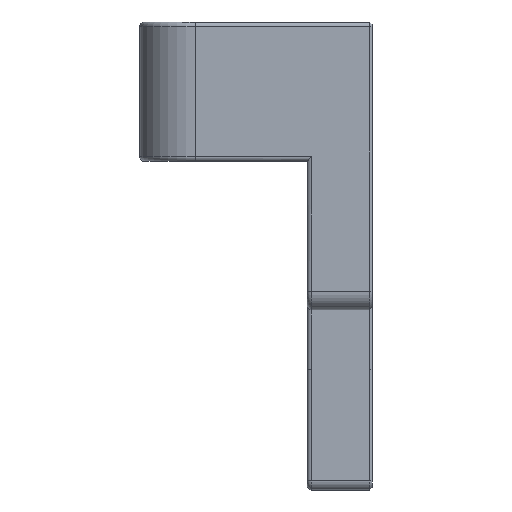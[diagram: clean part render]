
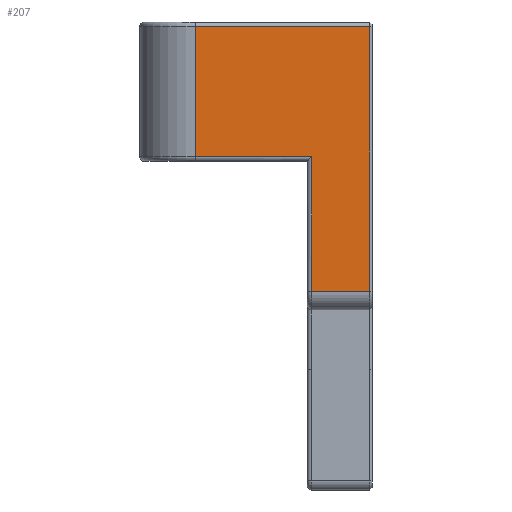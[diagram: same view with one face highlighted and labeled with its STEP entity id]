
A CAD part, left-side view. The second image highlights one B-rep face of the part: STEP entity #207.
In plain terms, the highlighted planar face has unit normal (-1, 0, 0).
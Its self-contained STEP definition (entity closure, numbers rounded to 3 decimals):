
#115 = CARTESIAN_POINT ( 'NONE',  ( -12.89, 12., 14.5 ) ) ;
#159 = VECTOR ( 'NONE', #976, 1000. ) ;
#179 = LINE ( 'NONE', #2675, #3140 ) ;
#201 = EDGE_CURVE ( 'NONE', #1459, #3266, #573, .T. ) ;
#207 = ADVANCED_FACE ( 'NONE', ( #2062 ), #2802, .T. ) ;
#253 = CARTESIAN_POINT ( 'NONE',  ( -12.89, -0.5, 0.5 ) ) ;
#281 = CARTESIAN_POINT ( 'NONE',  ( -12.89, 0., 0. ) ) ;
#343 = DIRECTION ( 'NONE',  ( 0., 0., -1. ) ) ;
#414 = VERTEX_POINT ( 'NONE', #2915 ) ;
#502 = ORIENTED_EDGE ( 'NONE', *, *, #1120, .T. ) ;
#511 = DIRECTION ( 'NONE',  ( 0., -1., 0. ) ) ;
#517 = AXIS2_PLACEMENT_3D ( 'NONE', #281, #3131, #4602 ) ;
#573 = LINE ( 'NONE', #1994, #1784 ) ;
#656 = VERTEX_POINT ( 'NONE', #2100 ) ;
#770 = VECTOR ( 'NONE', #511, 1000. ) ;
#849 = ORIENTED_EDGE ( 'NONE', *, *, #1850, .T. ) ;
#976 = DIRECTION ( 'NONE',  ( 0., -1., 0. ) ) ;
#1038 = EDGE_CURVE ( 'NONE', #3745, #656, #179, .T. ) ;
#1120 = EDGE_CURVE ( 'NONE', #414, #3745, #4566, .T. ) ;
#1292 = DIRECTION ( 'NONE',  ( 0., 1., 0. ) ) ;
#1410 = EDGE_CURVE ( 'NONE', #656, #1459, #3061, .T. ) ;
#1418 = LINE ( 'NONE', #3238, #3014 ) ;
#1459 = VERTEX_POINT ( 'NONE', #115 ) ;
#1670 = CARTESIAN_POINT ( 'NONE',  ( -12.89, -6.75, -14. ) ) ;
#1784 = VECTOR ( 'NONE', #4145, 1000. ) ;
#1850 = EDGE_CURVE ( 'NONE', #3266, #3268, #1887, .T. ) ;
#1887 = LINE ( 'NONE', #3287, #770 ) ;
#1892 = EDGE_LOOP ( 'NONE', ( #502, #4294, #2089, #4288, #849, #3345 ) ) ;
#1994 = CARTESIAN_POINT ( 'NONE',  ( -12.89, 12., 0. ) ) ;
#2062 = FACE_OUTER_BOUND ( 'NONE', #1892, .T. ) ;
#2089 = ORIENTED_EDGE ( 'NONE', *, *, #1410, .T. ) ;
#2100 = CARTESIAN_POINT ( 'NONE',  ( -12.89, -6.75, 14.5 ) ) ;
#2675 = CARTESIAN_POINT ( 'NONE',  ( -12.89, -6.75, 14.5 ) ) ;
#2802 = PLANE ( 'NONE',  #517 ) ;
#2915 = CARTESIAN_POINT ( 'NONE',  ( -12.89, -0.5, -14. ) ) ;
#2996 = VECTOR ( 'NONE', #1292, 1000. ) ;
#3014 = VECTOR ( 'NONE', #343, 1000. ) ;
#3061 = LINE ( 'NONE', #4494, #2996 ) ;
#3128 = CARTESIAN_POINT ( 'NONE',  ( -12.89, 12., 0.5 ) ) ;
#3131 = DIRECTION ( 'NONE',  ( -1., 0., 0. ) ) ;
#3140 = VECTOR ( 'NONE', #3170, 1000. ) ;
#3170 = DIRECTION ( 'NONE',  ( 0., 0., 1. ) ) ;
#3238 = CARTESIAN_POINT ( 'NONE',  ( -12.89, -0.5, -14. ) ) ;
#3266 = VERTEX_POINT ( 'NONE', #3128 ) ;
#3268 = VERTEX_POINT ( 'NONE', #253 ) ;
#3287 = CARTESIAN_POINT ( 'NONE',  ( -12.89, 0., 0.5 ) ) ;
#3345 = ORIENTED_EDGE ( 'NONE', *, *, #3497, .T. ) ;
#3497 = EDGE_CURVE ( 'NONE', #3268, #414, #1418, .T. ) ;
#3745 = VERTEX_POINT ( 'NONE', #1670 ) ;
#4145 = DIRECTION ( 'NONE',  ( 0., 0., -1. ) ) ;
#4162 = CARTESIAN_POINT ( 'NONE',  ( -12.89, 0., -14. ) ) ;
#4288 = ORIENTED_EDGE ( 'NONE', *, *, #201, .T. ) ;
#4294 = ORIENTED_EDGE ( 'NONE', *, *, #1038, .T. ) ;
#4494 = CARTESIAN_POINT ( 'NONE',  ( -12.89, 12., 14.5 ) ) ;
#4566 = LINE ( 'NONE', #4162, #159 ) ;
#4602 = DIRECTION ( 'NONE',  ( 0., 0., 1. ) ) ;
